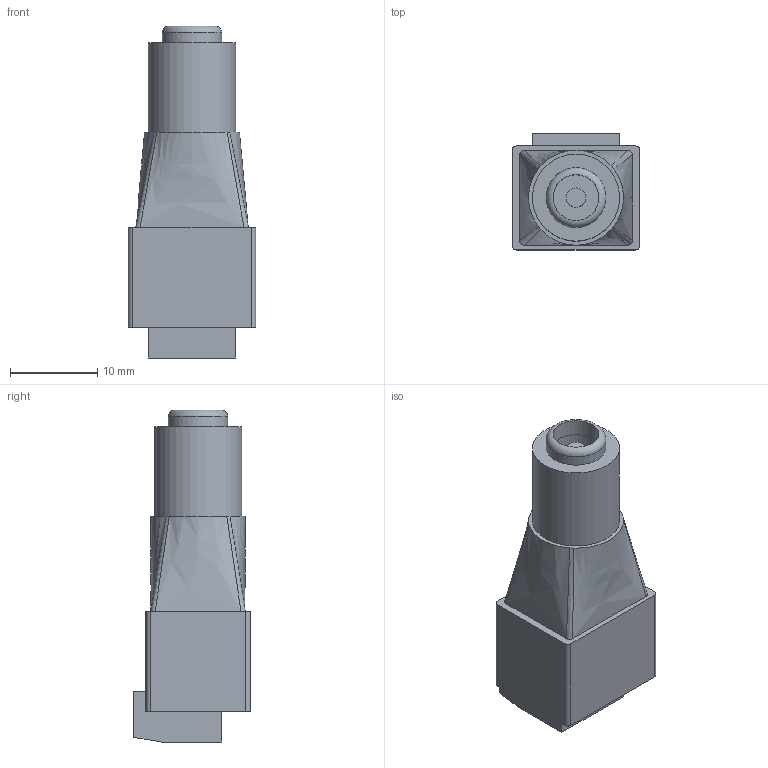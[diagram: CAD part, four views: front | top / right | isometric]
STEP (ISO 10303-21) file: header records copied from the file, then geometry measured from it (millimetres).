
FILE_DESCRIPTION(('FreeCAD Model'),'2;1');
FILE_NAME('alimFemelle.step', '2015-09-07T22:57:04',('Author'),(''), 'Open CASCADE STEP processor 6.8','FreeCAD','Unknown');
FILE_SCHEMA(('AUTOMOTIVE_DESIGN_CC2 { 1 2 10303 214 -1 1 5 4 }'));
Length unit declared in the file: millimetre
Products named in the file (2): ASSEMBLY; alimFemelle
Assembly tree (1 placements, depth 2):
  ASSEMBLY
    alimFemelle
Bounding box: 14.6 x 13.35 x 38.11 mm (x, y, z)
Volume: 4206 mm3; surface area: 2251.9 mm2
Topology: 1 solids, 1 shells, 63 faces, 152 edges, 102 vertices
Faces by surface type: plane 42, cylinder 11, bspline 9, torus 1
Full cylindrical faces by diameter (mm): 2.22 x1, 3.63 x2, 5.25 x2, 6.86 x1, 10 x1
Entity records: 3962 total; most frequent: CARTESIAN_POINT 874, DIRECTION 553, LINE 349, VECTOR 349, ORIENTED_EDGE 304, PCURVE 304, DEFINITIONAL_REPRESENTATION 304, EDGE_CURVE 152
